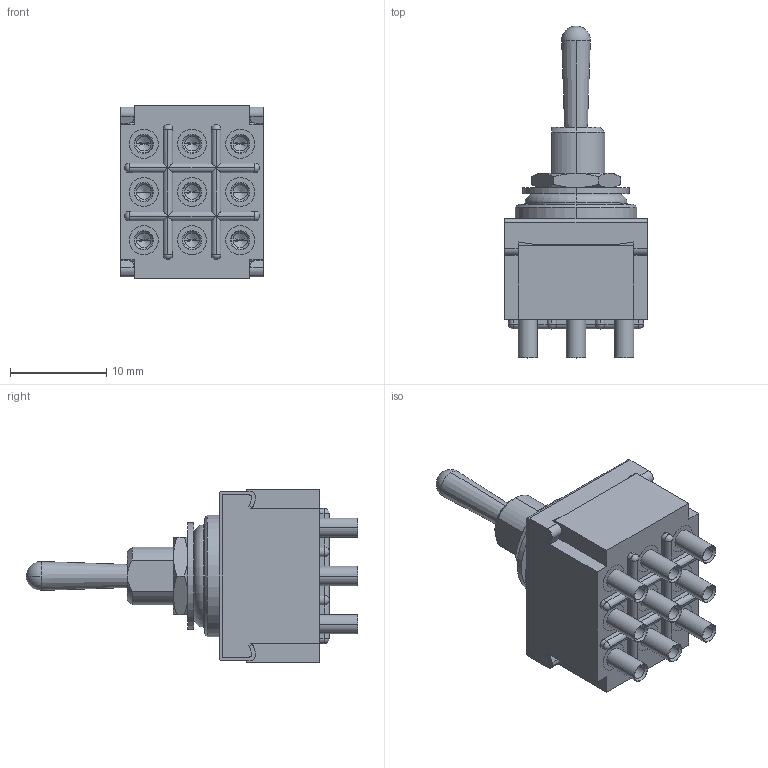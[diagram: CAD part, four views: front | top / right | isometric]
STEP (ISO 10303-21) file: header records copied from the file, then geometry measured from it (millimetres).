
FILE_DESCRIPTION (( 'STEP AP203' ), '1' );
FILE_NAME ('F3WE02.STEP', '2020-03-12T05:13:50', ( '' ), ( '' ), 'SwSTEP 2.0', 'SolidWorks 2018', '' );
FILE_SCHEMA (( 'CONFIG_CONTROL_DESIGN' ));
Length unit declared in the file: millimetre
Products named in the file (9): F3WE02; 9803 0344 20(L儚僢僔儍乕)model; 上組 スリーブ組 防水トグル (Fシリーズ); 6061 0076 20(パッキン Fシリーズ); 9801 0342 20(ナット)model; ケース3極 (Fシリーズ); 壓慻 3嬌 2抂巕 (F僔儕乕僘); 僼儗乕儉3嬌 (F僔儕乕僘); 端子 2 (Fシリーズ)
Assembly tree (16 placements, depth 3):
  F3WE02
    上組 スリーブ組 防水トグル (Fシリーズ)
    9803 0344 20(L儚僢僔儍乕)model
    9801 0342 20(ナット)model
    壓慻 3嬌 2抂巕 (F僔儕乕僘)
      ケース3極 (Fシリーズ)
      端子 2 (Fシリーズ)  x9
      僼儗乕儉3嬌 (F僔儕乕僘)
    6061 0076 20(パッキン Fシリーズ)
Bounding box: 14.8 x 34.4 x 18 mm (x, y, z)
Volume: 3310.2 mm3; surface area: 3578.1 mm2
Topology: 15 solids, 21 shells, 439 faces, 1010 edges, 616 vertices
Faces by surface type: plane 171, cylinder 170, cone 57, torus 29, sphere 12
Entity records: 10916 total; most frequent: CARTESIAN_POINT 1911, DIRECTION 1731, ORIENTED_EDGE 1574, EDGE_CURVE 787, AXIS2_PLACEMENT_3D 647, VERTEX_POINT 493, LINE 437, VECTOR 437
